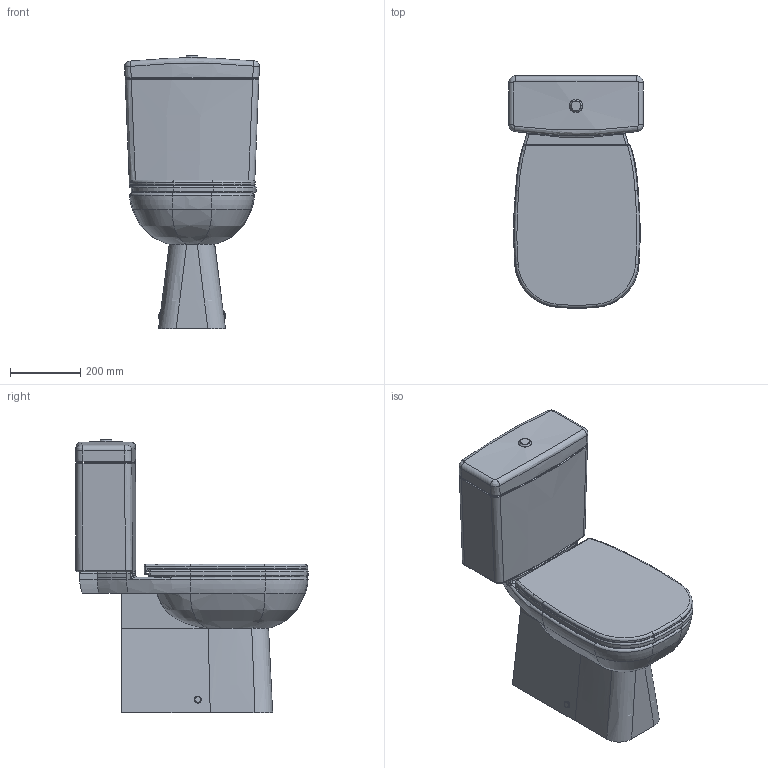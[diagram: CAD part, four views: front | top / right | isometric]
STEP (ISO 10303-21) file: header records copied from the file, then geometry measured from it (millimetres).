
FILE_DESCRIPTION((''),'2;1');
FILE_NAME('211809_092700.stp','2009-07-08T18:31:06',('Andreas'),(''),'Autodesk Inventor 2009','Autodesk Inventor 2009','');
FILE_SCHEMA(('AUTOMOTIVE_DESIGN { 1 0 10303 214 1 1 1 1 }'));
Length unit declared in the file: millimetre
Products named in the file (7): 211809_092700; 211809; Deckel_unten_211101; Deckel_oben_211101; Spühlkasten_211101; Stopfen_unten; Spülkastenstopfen
Assembly tree (7 placements, depth 2):
  211809_092700
    211809
    Deckel_unten_211101
    Deckel_oben_211101
    Spühlkasten_211101
    Stopfen_unten  x2
    Spülkastenstopfen
Bounding box: 382.97 x 659.71 x 777 mm (x, y, z)
Volume: 44696463.1 mm3; surface area: 2159116.2 mm2
Topology: 7 solids, 7 shells, 390 faces, 868 edges, 500 vertices
Faces by surface type: cylinder 119, bspline 99, plane 86, torus 77, sphere 8, cone 1
Full cylindrical faces by diameter (mm): 8 x2, 12 x2, 15 x7, 19 x2, 20 x3, 70 x2, 86.009 x1, 102 x1
Entity records: 20891 total; most frequent: CARTESIAN_POINT 12706, DIRECTION 1679, ORIENTED_EDGE 1628, EDGE_CURVE 814, AXIS2_PLACEMENT_3D 721, VERTEX_POINT 491, EDGE_LOOP 433, CIRCLE 405
